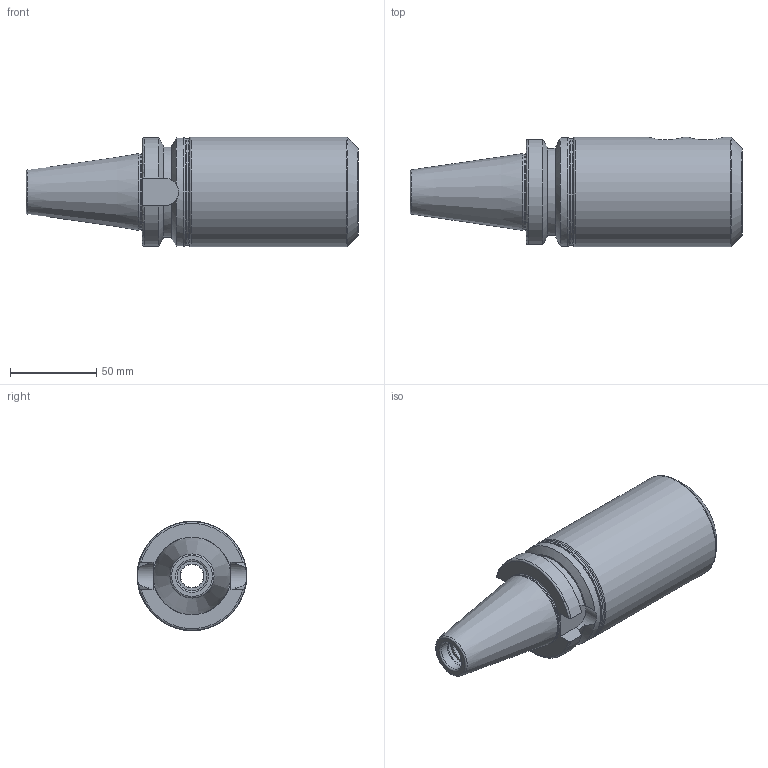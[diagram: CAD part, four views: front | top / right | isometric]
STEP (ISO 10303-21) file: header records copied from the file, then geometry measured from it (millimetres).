
FILE_DESCRIPTION(/* description */ (''),/* implementation_level */ '2;1');
FILE_NAME(/* name */ 'AH117B25 BT40-EMH31.75-127.stp',/* time_stamp */ '2022-10-06T16:30:41+09:00',/* author */ ('YSH'),/* organization */ (''),/* preprocessor_version */ 'ST-DEVELOPER v18.1',/* originating_system */ 'Autodesk Inventor 2022',/* authorisation */ '');
FILE_SCHEMA (('AUTOMOTIVE_DESIGN { 1 0 10303 214 3 1 1 }'));
Length unit declared in the file: millimetre
Products named in the file (1): LO-BT40-EMH31.75-127
Bounding box: 192.4 x 63.5 x 63.5 mm (x, y, z)
Volume: 341180.9 mm3; surface area: 52689.9 mm2
Topology: 1 solids, 1 shells, 58 faces, 148 edges, 96 vertices
Faces by surface type: cylinder 18, plane 16, torus 12, cone 10, bspline 2
Full cylindrical faces by diameter (mm): 13.5 x1, 13.835 x1, 17 x1, 17.323 x2, 17.6 x1, 31.75 x1, 32.95 x1, 44 x1, 62 x1, 63 x1, 63.5 x1
Entity records: 2337 total; most frequent: CARTESIAN_POINT 870, DIRECTION 306, ORIENTED_EDGE 296, EDGE_CURVE 148, AXIS2_PLACEMENT_3D 128, VERTEX_POINT 96, CIRCLE 71, EDGE_LOOP 68
